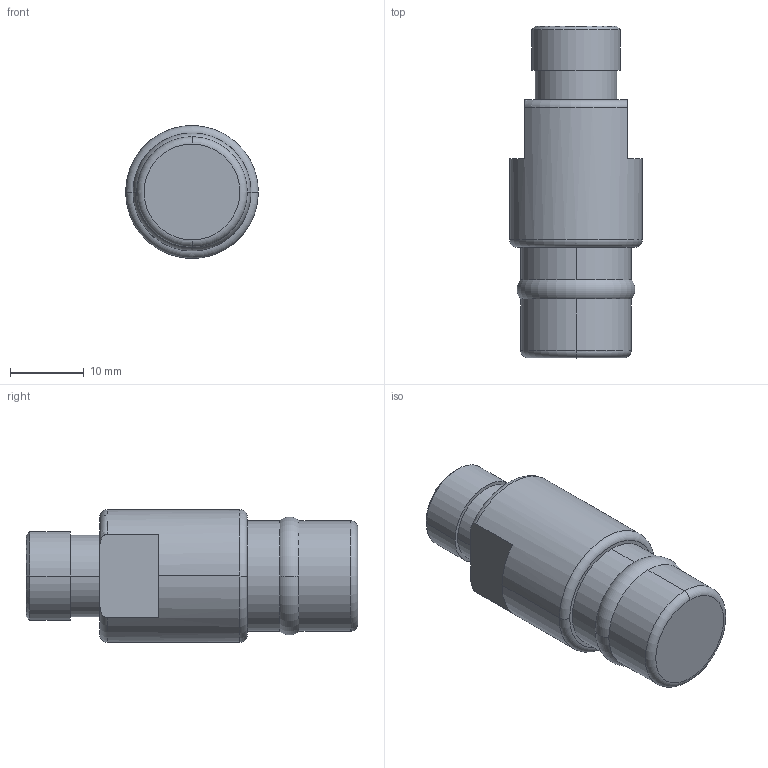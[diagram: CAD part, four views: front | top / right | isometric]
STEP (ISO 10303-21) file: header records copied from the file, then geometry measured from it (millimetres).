
FILE_DESCRIPTION((''),'2;1');
FILE_NAME('CAD0691A_SW0001','2012-02-28T',('dhelisch'),(''),'PRO/ENGINEER BY PARAMETRIC TECHNOLOGY CORPORATION, 2007250','PRO/ENGINEER BY PARAMETRIC TECHNOLOGY CORPORATION, 2007250','');
FILE_SCHEMA(('CONFIG_CONTROL_DESIGN'));
Length unit declared in the file: millimetre
Products named in the file (1): CAD0691A_SW0001
Bounding box: 18 x 45 x 18 mm (x, y, z)
Surface area: 2678.4 mm2 (no closed solid volume)
Topology: 0 solids, 1 shells, 29 faces, 129 edges, 156 vertices
Faces by surface type: cylinder 10, plane 9, torus 8, cone 2
Entity records: 1761 total; most frequent: CARTESIAN_POINT 270, DIRECTION 255, ORIENTED_EDGE 156, AXIS2_PLACEMENT_3D 100, PRESENTATION_STYLE_ASSIGNMENT 81, STYLED_ITEM 81, EDGE_CURVE 78, CIRCLE 70
